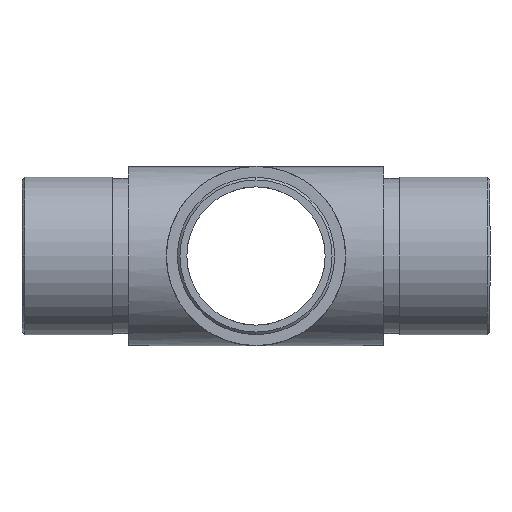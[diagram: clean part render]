
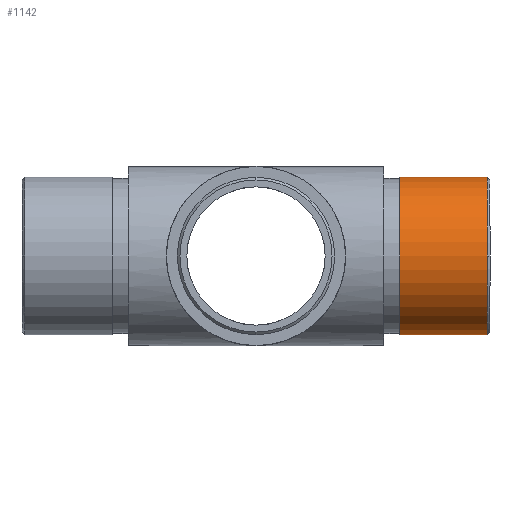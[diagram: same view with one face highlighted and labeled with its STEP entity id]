
A CAD part, front view. The second image highlights one B-rep face of the part: STEP entity #1142.
In plain terms, the highlighted cylindrical face has radius 14.8 mm (diameter 29.6 mm), a partial arc.
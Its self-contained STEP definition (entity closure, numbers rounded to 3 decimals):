
#29 = DIRECTION ( 'NONE',  ( 1., 0., 0. ) ) ;
#61 = LINE ( 'NONE', #68, #1439 ) ;
#68 = CARTESIAN_POINT ( 'NONE',  ( 122.854, 0., 14.8 ) ) ;
#97 = CIRCLE ( 'NONE', #1033, 14.8 ) ;
#186 = CARTESIAN_POINT ( 'NONE',  ( 43.5, 0., 0. ) ) ;
#196 = ORIENTED_EDGE ( 'NONE', *, *, #1207, .T. ) ;
#304 = EDGE_CURVE ( 'NONE', #1270, #768, #61, .T. ) ;
#307 = DIRECTION ( 'NONE',  ( 0., 0., 1. ) ) ;
#359 = EDGE_CURVE ( 'NONE', #755, #867, #1422, .T. ) ;
#387 = CARTESIAN_POINT ( 'NONE',  ( 122.854, 0., -14.8 ) ) ;
#461 = CARTESIAN_POINT ( 'NONE',  ( 27., 0., 0. ) ) ;
#468 = CARTESIAN_POINT ( 'NONE',  ( 27., 0., -14.8 ) ) ;
#534 = VERTEX_POINT ( 'NONE', #547 ) ;
#547 = CARTESIAN_POINT ( 'NONE',  ( 43.5, -14.8, 0. ) ) ;
#551 = EDGE_CURVE ( 'NONE', #1270, #755, #687, .T. ) ;
#631 = ORIENTED_EDGE ( 'NONE', *, *, #551, .T. ) ;
#643 = DIRECTION ( 'NONE',  ( -1., 0., 0. ) ) ;
#687 = CIRCLE ( 'NONE', #972, 14.8 ) ;
#691 = ORIENTED_EDGE ( 'NONE', *, *, #1176, .T. ) ;
#699 = DIRECTION ( 'NONE',  ( 0., 0., 1. ) ) ;
#749 = DIRECTION ( 'NONE',  ( -1., 0., 0. ) ) ;
#754 = AXIS2_PLACEMENT_3D ( 'NONE', #1342, #983, #307 ) ;
#755 = VERTEX_POINT ( 'NONE', #468 ) ;
#768 = VERTEX_POINT ( 'NONE', #902 ) ;
#838 = CYLINDRICAL_SURFACE ( 'NONE', #754, 14.8 ) ;
#867 = VERTEX_POINT ( 'NONE', #1166 ) ;
#900 = DIRECTION ( 'NONE',  ( 0., 1., 0. ) ) ;
#902 = CARTESIAN_POINT ( 'NONE',  ( 43.5, 0., 14.8 ) ) ;
#939 = AXIS2_PLACEMENT_3D ( 'NONE', #186, #643, #900 ) ;
#972 = AXIS2_PLACEMENT_3D ( 'NONE', #461, #29, #699 ) ;
#983 = DIRECTION ( 'NONE',  ( 1., 0., 0. ) ) ;
#988 = DIRECTION ( 'NONE',  ( 0., 1., 0. ) ) ;
#995 = CARTESIAN_POINT ( 'NONE',  ( 43.5, 0., 0. ) ) ;
#1028 = EDGE_LOOP ( 'NONE', ( #631, #1408, #196, #691, #1190 ) ) ;
#1033 = AXIS2_PLACEMENT_3D ( 'NONE', #995, #749, #988 ) ;
#1090 = DIRECTION ( 'NONE',  ( 1., 0., 0. ) ) ;
#1106 = DIRECTION ( 'NONE',  ( 1., 0., 0. ) ) ;
#1107 = CIRCLE ( 'NONE', #939, 14.8 ) ;
#1142 = ADVANCED_FACE ( 'NONE', ( #1326 ), #838, .T. ) ;
#1166 = CARTESIAN_POINT ( 'NONE',  ( 43.5, 0., -14.8 ) ) ;
#1176 = EDGE_CURVE ( 'NONE', #534, #768, #97, .T. ) ;
#1190 = ORIENTED_EDGE ( 'NONE', *, *, #304, .F. ) ;
#1207 = EDGE_CURVE ( 'NONE', #867, #534, #1107, .T. ) ;
#1270 = VERTEX_POINT ( 'NONE', #1347 ) ;
#1326 = FACE_OUTER_BOUND ( 'NONE', #1028, .T. ) ;
#1342 = CARTESIAN_POINT ( 'NONE',  ( 122.854, 0., 0. ) ) ;
#1347 = CARTESIAN_POINT ( 'NONE',  ( 27., 0., 14.8 ) ) ;
#1367 = VECTOR ( 'NONE', #1090, 1000. ) ;
#1408 = ORIENTED_EDGE ( 'NONE', *, *, #359, .T. ) ;
#1422 = LINE ( 'NONE', #387, #1367 ) ;
#1439 = VECTOR ( 'NONE', #1106, 1000. ) ;
